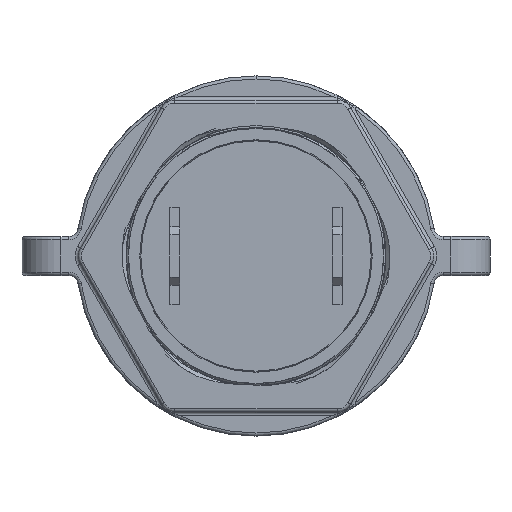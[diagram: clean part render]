
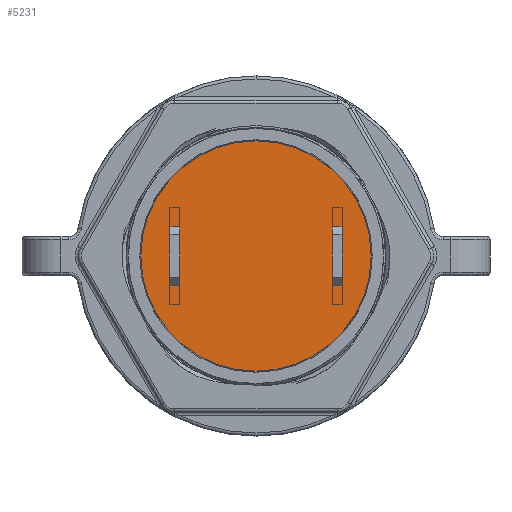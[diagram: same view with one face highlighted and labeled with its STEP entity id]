
A CAD part, front view. The second image highlights one B-rep face of the part: STEP entity #5231.
In plain terms, the highlighted planar face has unit normal (0, -1, 0).
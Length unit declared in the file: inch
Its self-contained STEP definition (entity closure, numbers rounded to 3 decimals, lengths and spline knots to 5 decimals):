
#1105 = DIRECTION ( 'NONE',  ( 0., 1., 0. ) ) ;
#1386 = ORIENTED_EDGE ( 'NONE', *, *, #12833, .F. ) ;
#1527 = EDGE_LOOP ( 'NONE', ( #1386, #6183 ) ) ;
#2144 = VERTEX_POINT ( 'NONE', #4061 ) ;
#2928 = AXIS2_PLACEMENT_3D ( 'NONE', #9825, #15402, #7111 ) ;
#3229 = AXIS2_PLACEMENT_3D ( 'NONE', #9413, #1105, #10822 ) ;
#3486 = CARTESIAN_POINT ( 'NONE',  ( 0., 0., 0. ) ) ;
#4061 = CARTESIAN_POINT ( 'NONE',  ( 0., 0., -0.369 ) ) ;
#4610 = CARTESIAN_POINT ( 'NONE',  ( 0., 0., 0.369 ) ) ;
#4893 = DIRECTION ( 'NONE',  ( 0., 0., 1. ) ) ;
#5231 = ADVANCED_FACE ( 'NONE', ( #12585 ), #5722, .F. ) ;
#5722 = PLANE ( 'NONE',  #2928 ) ;
#6183 = ORIENTED_EDGE ( 'NONE', *, *, #7168, .F. ) ;
#6733 = VERTEX_POINT ( 'NONE', #4610 ) ;
#7111 = DIRECTION ( 'NONE',  ( 0., 0., 1. ) ) ;
#7168 = EDGE_CURVE ( 'NONE', #6733, #2144, #14268, .T. ) ;
#9413 = CARTESIAN_POINT ( 'NONE',  ( 0., 0., 0. ) ) ;
#9825 = CARTESIAN_POINT ( 'NONE',  ( 0., 0., 0. ) ) ;
#10822 = DIRECTION ( 'NONE',  ( 0., 0., 1. ) ) ;
#11160 = AXIS2_PLACEMENT_3D ( 'NONE', #3486, #13191, #4893 ) ;
#12391 = CIRCLE ( 'NONE', #3229, 0.369 ) ;
#12585 = FACE_OUTER_BOUND ( 'NONE', #1527, .T. ) ;
#12833 = EDGE_CURVE ( 'NONE', #2144, #6733, #12391, .T. ) ;
#13191 = DIRECTION ( 'NONE',  ( 0., 1., 0. ) ) ;
#14268 = CIRCLE ( 'NONE', #11160, 0.369 ) ;
#15402 = DIRECTION ( 'NONE',  ( 0., 1., 0. ) ) ;
